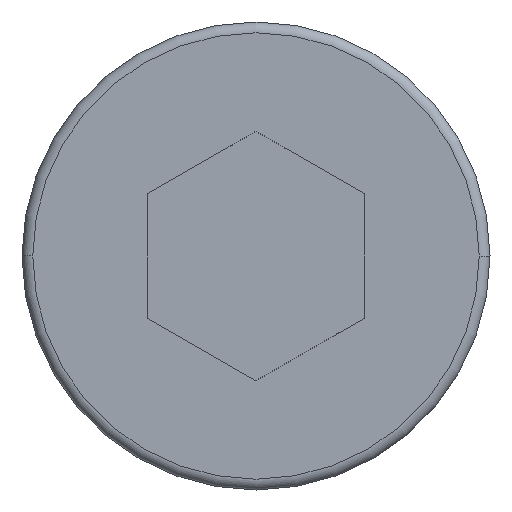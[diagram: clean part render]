
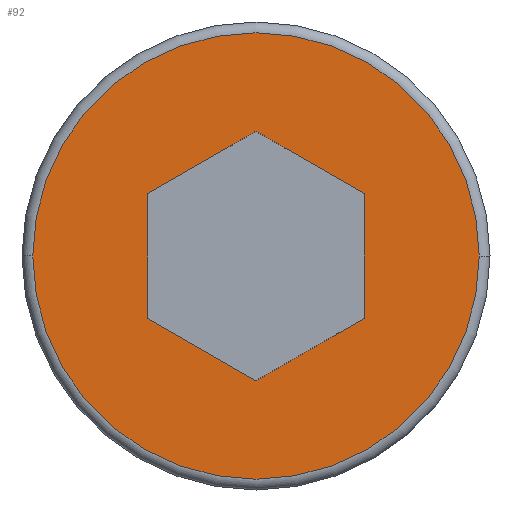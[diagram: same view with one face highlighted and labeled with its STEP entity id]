
A CAD part, left-side view. The second image highlights one B-rep face of the part: STEP entity #92.
In plain terms, the highlighted planar face has unit normal (-1, 0, 0).
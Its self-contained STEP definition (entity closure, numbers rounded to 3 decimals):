
#2 = ORIENTED_EDGE ( 'NONE', *, *, #32, .F. ) ;
#8 = EDGE_LOOP ( 'NONE', ( #242, #519 ) ) ;
#16 = LINE ( 'NONE', #399, #532 ) ;
#21 = CARTESIAN_POINT ( 'NONE',  ( 0., -6.2, 0. ) ) ;
#27 = DIRECTION ( 'NONE',  ( 0., 0.866, 0.5 ) ) ;
#32 = EDGE_CURVE ( 'NONE', #588, #133, #544, .T. ) ;
#33 = LINE ( 'NONE', #507, #352 ) ;
#50 = FACE_OUTER_BOUND ( 'NONE', #8, .T. ) ;
#53 = VERTEX_POINT ( 'NONE', #580 ) ;
#70 = DIRECTION ( 'NONE',  ( -1., 0., 0. ) ) ;
#78 = CARTESIAN_POINT ( 'NONE',  ( 0., 0., 0. ) ) ;
#91 = CARTESIAN_POINT ( 'NONE',  ( 0., 3., -1.732 ) ) ;
#92 = ADVANCED_FACE ( 'NONE', ( #50, #147 ), #259, .T. ) ;
#104 = DIRECTION ( 'NONE',  ( 0., 0., 1. ) ) ;
#116 = CARTESIAN_POINT ( 'NONE',  ( 0., 0., 0. ) ) ;
#121 = ORIENTED_EDGE ( 'NONE', *, *, #436, .F. ) ;
#125 = EDGE_CURVE ( 'NONE', #529, #188, #327, .T. ) ;
#133 = VERTEX_POINT ( 'NONE', #223 ) ;
#141 = LINE ( 'NONE', #91, #234 ) ;
#146 = EDGE_CURVE ( 'NONE', #400, #334, #371, .T. ) ;
#147 = FACE_BOUND ( 'NONE', #577, .T. ) ;
#188 = VERTEX_POINT ( 'NONE', #559 ) ;
#190 = CARTESIAN_POINT ( 'NONE',  ( 0., -3., 1.732 ) ) ;
#219 = EDGE_CURVE ( 'NONE', #353, #53, #33, .T. ) ;
#223 = CARTESIAN_POINT ( 'NONE',  ( 0., -3., -1.732 ) ) ;
#226 = CIRCLE ( 'NONE', #485, 6.2 ) ;
#228 = ORIENTED_EDGE ( 'NONE', *, *, #526, .F. ) ;
#234 = VECTOR ( 'NONE', #288, 1000. ) ;
#242 = ORIENTED_EDGE ( 'NONE', *, *, #125, .T. ) ;
#246 = VECTOR ( 'NONE', #370, 1000. ) ;
#259 = PLANE ( 'NONE',  #383 ) ;
#279 = DIRECTION ( 'NONE',  ( 0., -1., 0. ) ) ;
#281 = ORIENTED_EDGE ( 'NONE', *, *, #219, .F. ) ;
#288 = DIRECTION ( 'NONE',  ( 0., -0.866, -0.5 ) ) ;
#294 = CARTESIAN_POINT ( 'NONE',  ( 0., 0., -3.464 ) ) ;
#298 = CARTESIAN_POINT ( 'NONE',  ( 0., 0., -3.464 ) ) ;
#318 = VECTOR ( 'NONE', #486, 1000. ) ;
#327 = CIRCLE ( 'NONE', #554, 6.2 ) ;
#334 = VERTEX_POINT ( 'NONE', #472 ) ;
#352 = VECTOR ( 'NONE', #27, 1000. ) ;
#353 = VERTEX_POINT ( 'NONE', #190 ) ;
#370 = DIRECTION ( 'NONE',  ( 0., 0., -1. ) ) ;
#371 = LINE ( 'NONE', #561, #246 ) ;
#383 = AXIS2_PLACEMENT_3D ( 'NONE', #448, #389, #402 ) ;
#389 = DIRECTION ( 'NONE',  ( -1., 0., 0. ) ) ;
#399 = CARTESIAN_POINT ( 'NONE',  ( 0., 0., 3.464 ) ) ;
#400 = VERTEX_POINT ( 'NONE', #426 ) ;
#402 = DIRECTION ( 'NONE',  ( 0., -1., 0. ) ) ;
#406 = EDGE_CURVE ( 'NONE', #334, #588, #141, .T. ) ;
#426 = CARTESIAN_POINT ( 'NONE',  ( 0., 3., 1.732 ) ) ;
#436 = EDGE_CURVE ( 'NONE', #133, #353, #504, .T. ) ;
#448 = CARTESIAN_POINT ( 'NONE',  ( 0., 0., 0. ) ) ;
#456 = DIRECTION ( 'NONE',  ( 0., -1., 0. ) ) ;
#472 = CARTESIAN_POINT ( 'NONE',  ( 0., 3., -1.732 ) ) ;
#485 = AXIS2_PLACEMENT_3D ( 'NONE', #116, #70, #456 ) ;
#486 = DIRECTION ( 'NONE',  ( 0., -0.866, 0.5 ) ) ;
#491 = EDGE_CURVE ( 'NONE', #188, #529, #226, .T. ) ;
#504 = LINE ( 'NONE', #546, #617 ) ;
#507 = CARTESIAN_POINT ( 'NONE',  ( 0., -3., 1.732 ) ) ;
#516 = DIRECTION ( 'NONE',  ( -1., 0., 0. ) ) ;
#519 = ORIENTED_EDGE ( 'NONE', *, *, #491, .T. ) ;
#526 = EDGE_CURVE ( 'NONE', #53, #400, #16, .T. ) ;
#529 = VERTEX_POINT ( 'NONE', #21 ) ;
#532 = VECTOR ( 'NONE', #587, 1000. ) ;
#544 = LINE ( 'NONE', #294, #318 ) ;
#546 = CARTESIAN_POINT ( 'NONE',  ( 0., -3., -1.732 ) ) ;
#550 = ORIENTED_EDGE ( 'NONE', *, *, #146, .F. ) ;
#554 = AXIS2_PLACEMENT_3D ( 'NONE', #78, #516, #279 ) ;
#559 = CARTESIAN_POINT ( 'NONE',  ( 0., 6.2, 0. ) ) ;
#561 = CARTESIAN_POINT ( 'NONE',  ( 0., 3., 1.732 ) ) ;
#577 = EDGE_LOOP ( 'NONE', ( #550, #228, #281, #121, #2, #591 ) ) ;
#580 = CARTESIAN_POINT ( 'NONE',  ( 0., 0., 3.464 ) ) ;
#587 = DIRECTION ( 'NONE',  ( 0., 0.866, -0.5 ) ) ;
#588 = VERTEX_POINT ( 'NONE', #298 ) ;
#591 = ORIENTED_EDGE ( 'NONE', *, *, #406, .F. ) ;
#617 = VECTOR ( 'NONE', #104, 1000. ) ;
